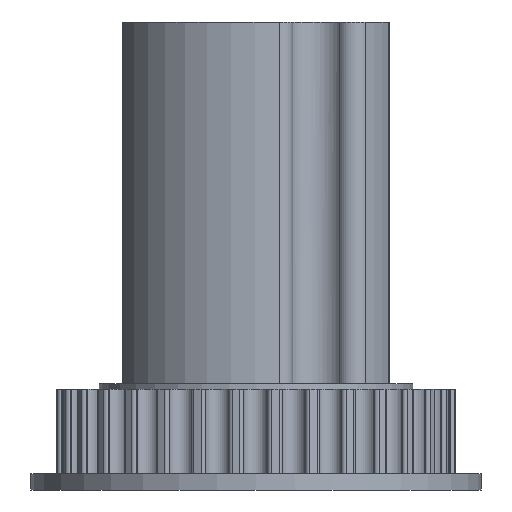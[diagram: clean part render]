
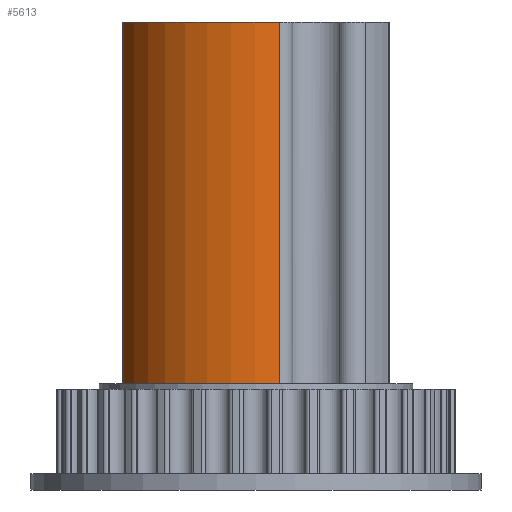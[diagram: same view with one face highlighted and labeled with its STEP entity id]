
A CAD part, front view. The second image highlights one B-rep face of the part: STEP entity #5613.
In plain terms, the highlighted cylindrical face has radius 17.56 mm (diameter 35.12 mm), a partial arc.
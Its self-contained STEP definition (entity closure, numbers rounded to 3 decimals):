
#124 = LINE ( 'NONE', #5288, #3035 ) ;
#374 = CARTESIAN_POINT ( 'NONE',  ( 0., 0., 38.05 ) ) ;
#415 = EDGE_LOOP ( 'NONE', ( #2455, #5203, #6260, #7844 ) ) ;
#709 = VECTOR ( 'NONE', #1111, 1000. ) ;
#754 = EDGE_CURVE ( 'NONE', #9713, #7866, #8171, .T. ) ;
#858 = VERTEX_POINT ( 'NONE', #3537 ) ;
#1111 = DIRECTION ( 'NONE',  ( 0., 0., 1. ) ) ;
#1273 = DIRECTION ( 'NONE',  ( 0., 0., -1. ) ) ;
#1605 = CARTESIAN_POINT ( 'NONE',  ( 2.888, -17.321, 38.05 ) ) ;
#1650 = EDGE_CURVE ( 'NONE', #3260, #858, #3920, .T. ) ;
#1946 = DIRECTION ( 'NONE',  ( 1., 0., 0. ) ) ;
#2455 = ORIENTED_EDGE ( 'NONE', *, *, #754, .T. ) ;
#2557 = CARTESIAN_POINT ( 'NONE',  ( 0., 0., -6.95 ) ) ;
#2752 = FACE_OUTER_BOUND ( 'NONE', #415, .T. ) ;
#2774 = CARTESIAN_POINT ( 'NONE',  ( 2.888, -17.321, -6.95 ) ) ;
#3035 = VECTOR ( 'NONE', #8273, 1000. ) ;
#3093 = EDGE_CURVE ( 'NONE', #3260, #9713, #124, .T. ) ;
#3260 = VERTEX_POINT ( 'NONE', #4741 ) ;
#3369 = DIRECTION ( 'NONE',  ( 0., 0., 1. ) ) ;
#3537 = CARTESIAN_POINT ( 'NONE',  ( 2.888, -17.321, 38.05 ) ) ;
#3693 = CARTESIAN_POINT ( 'NONE',  ( -16.444, -6.16, -6.95 ) ) ;
#3920 = CIRCLE ( 'NONE', #5332, 17.56 ) ;
#4324 = DIRECTION ( 'NONE',  ( -1., 0., 0. ) ) ;
#4741 = CARTESIAN_POINT ( 'NONE',  ( -16.444, -6.16, 38.05 ) ) ;
#5110 = AXIS2_PLACEMENT_3D ( 'NONE', #9518, #1273, #4324 ) ;
#5203 = ORIENTED_EDGE ( 'NONE', *, *, #7445, .T. ) ;
#5288 = CARTESIAN_POINT ( 'NONE',  ( -16.444, -6.16, 38.05 ) ) ;
#5332 = AXIS2_PLACEMENT_3D ( 'NONE', #374, #3369, #1946 ) ;
#5613 = ADVANCED_FACE ( 'NONE', ( #2752 ), #6521, .T. ) ;
#5752 = DIRECTION ( 'NONE',  ( 0., 0., 1. ) ) ;
#6260 = ORIENTED_EDGE ( 'NONE', *, *, #1650, .F. ) ;
#6521 = CYLINDRICAL_SURFACE ( 'NONE', #5110, 17.56 ) ;
#7445 = EDGE_CURVE ( 'NONE', #7866, #858, #8278, .T. ) ;
#7844 = ORIENTED_EDGE ( 'NONE', *, *, #3093, .T. ) ;
#7866 = VERTEX_POINT ( 'NONE', #2774 ) ;
#7905 = DIRECTION ( 'NONE',  ( 1., 0., 0. ) ) ;
#8171 = CIRCLE ( 'NONE', #8282, 17.56 ) ;
#8273 = DIRECTION ( 'NONE',  ( 0., 0., -1. ) ) ;
#8278 = LINE ( 'NONE', #1605, #709 ) ;
#8282 = AXIS2_PLACEMENT_3D ( 'NONE', #2557, #5752, #7905 ) ;
#9518 = CARTESIAN_POINT ( 'NONE',  ( 0., 0., 38.05 ) ) ;
#9713 = VERTEX_POINT ( 'NONE', #3693 ) ;
